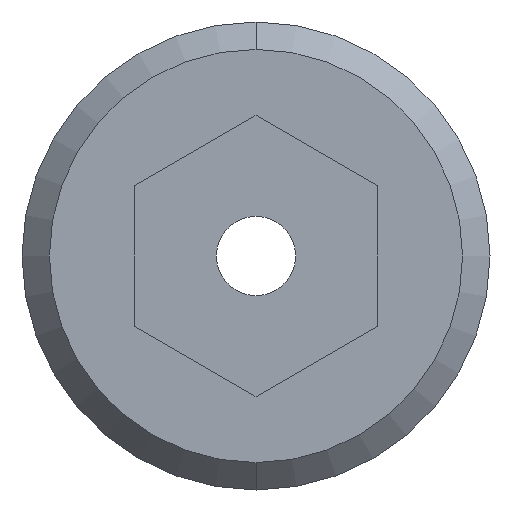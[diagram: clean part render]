
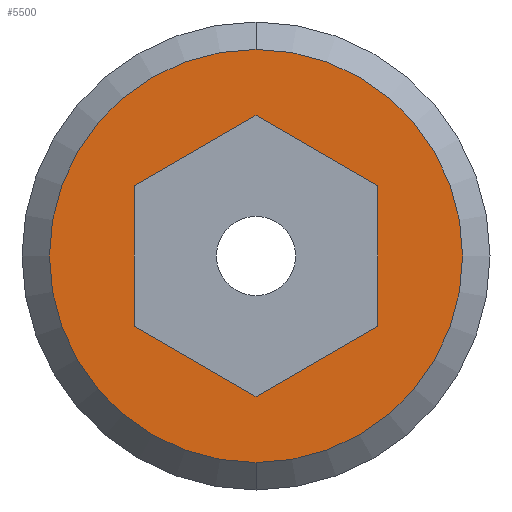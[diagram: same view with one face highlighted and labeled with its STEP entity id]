
A CAD part, left-side view. The second image highlights one B-rep face of the part: STEP entity #5500.
In plain terms, the highlighted planar face has unit normal (-1, 0, 0).
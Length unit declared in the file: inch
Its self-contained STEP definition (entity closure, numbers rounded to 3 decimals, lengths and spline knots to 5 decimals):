
#2214=CARTESIAN_POINT('',(-0.188,0.,0.));
#2215=DIRECTION('',(-1.,0.,0.));
#2216=DIRECTION('',(0.,1.,0.));
#2217=AXIS2_PLACEMENT_3D('',#2214,#2215,#2216);
#2232=DIRECTION('',(0.,0.5,0.866));
#2233=VECTOR('',#2232,0.09238);
#2234=CARTESIAN_POINT('',(-0.188,0.04619,-0.08));
#2235=LINE('',#2234,#2233);
#2236=DIRECTION('',(0.,1.,0.));
#2237=VECTOR('',#2236,0.09238);
#2238=CARTESIAN_POINT('',(-0.188,-0.04619,-0.08));
#2239=LINE('',#2238,#2237);
#2240=DIRECTION('',(0.,0.5,-0.866));
#2241=VECTOR('',#2240,0.09238);
#2242=CARTESIAN_POINT('',(-0.188,-0.09238,0.));
#2243=LINE('',#2242,#2241);
#2244=DIRECTION('',(0.,-0.5,-0.866));
#2245=VECTOR('',#2244,0.09238);
#2246=CARTESIAN_POINT('',(-0.188,-0.04619,0.08));
#2247=LINE('',#2246,#2245);
#2248=DIRECTION('',(0.,-1.,0.));
#2249=VECTOR('',#2248,0.09238);
#2250=CARTESIAN_POINT('',(-0.188,0.04619,0.08));
#2251=LINE('',#2250,#2249);
#2252=DIRECTION('',(0.,-0.5,0.866));
#2253=VECTOR('',#2252,0.09238);
#2254=CARTESIAN_POINT('',(-0.188,0.09238,0.));
#2255=LINE('',#2254,#2253);
#2256=CARTESIAN_POINT('',(-0.188,0.,0.));
#2257=DIRECTION('',(1.,0.,0.));
#2258=DIRECTION('',(0.,1.,0.));
#2259=AXIS2_PLACEMENT_3D('',#2256,#2257,#2258);
#2412=CARTESIAN_POINT('',(-0.188,0.13575,0.));
#2413=CARTESIAN_POINT('',(-0.188,-0.13575,0.));
#2414=VERTEX_POINT('',#2412);
#2415=VERTEX_POINT('',#2413);
#2432=CARTESIAN_POINT('',(-0.188,0.04619,-0.08));
#2433=CARTESIAN_POINT('',(-0.188,0.09238,0.));
#2434=VERTEX_POINT('',#2432);
#2435=VERTEX_POINT('',#2433);
#2436=CARTESIAN_POINT('',(-0.188,-0.04619,-0.08));
#2437=VERTEX_POINT('',#2436);
#2438=CARTESIAN_POINT('',(-0.188,-0.09238,0.));
#2439=VERTEX_POINT('',#2438);
#2440=CARTESIAN_POINT('',(-0.188,-0.04619,0.08));
#2441=VERTEX_POINT('',#2440);
#2442=CARTESIAN_POINT('',(-0.188,0.04619,0.08));
#2443=VERTEX_POINT('',#2442);
#5476=CARTESIAN_POINT('',(-0.188,0.,0.));
#5477=DIRECTION('',(1.,0.,0.));
#5478=DIRECTION('',(0.,-1.,0.));
#5479=AXIS2_PLACEMENT_3D('',#5476,#5477,#5478);
#5480=PLANE('',#5479);
#5481=ORIENTED_EDGE('',*,*,#5466,.F.);
#5483=ORIENTED_EDGE('',*,*,#5482,.T.);
#5484=EDGE_LOOP('',(#5481,#5483));
#5485=FACE_OUTER_BOUND('',#5484,.F.);
#5487=ORIENTED_EDGE('',*,*,#5486,.F.);
#5489=ORIENTED_EDGE('',*,*,#5488,.F.);
#5491=ORIENTED_EDGE('',*,*,#5490,.F.);
#5493=ORIENTED_EDGE('',*,*,#5492,.F.);
#5495=ORIENTED_EDGE('',*,*,#5494,.F.);
#5497=ORIENTED_EDGE('',*,*,#5496,.F.);
#5498=EDGE_LOOP('',(#5487,#5489,#5491,#5493,#5495,#5497));
#5499=FACE_BOUND('',#5498,.F.);
#2218=CIRCLE('',#2217,0.13575);
#2260=CIRCLE('',#2259,0.13575);
#5466=EDGE_CURVE('',#2414,#2415,#2218,.T.);
#5482=EDGE_CURVE('',#2414,#2415,#2260,.T.);
#5486=EDGE_CURVE('',#2434,#2435,#2235,.T.);
#5488=EDGE_CURVE('',#2437,#2434,#2239,.T.);
#5490=EDGE_CURVE('',#2439,#2437,#2243,.T.);
#5492=EDGE_CURVE('',#2441,#2439,#2247,.T.);
#5494=EDGE_CURVE('',#2443,#2441,#2251,.T.);
#5496=EDGE_CURVE('',#2435,#2443,#2255,.T.);
#5500=ADVANCED_FACE('',(#5485,#5499),#5480,.F.);
